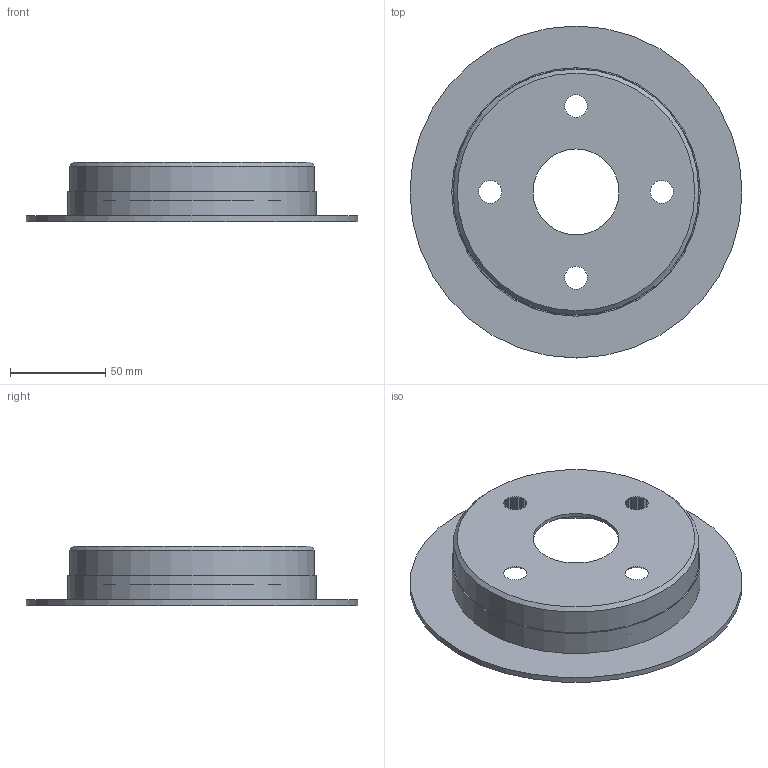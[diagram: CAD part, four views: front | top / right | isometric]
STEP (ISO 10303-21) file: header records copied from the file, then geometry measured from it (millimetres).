
FILE_DESCRIPTION(/* description */ (''),/* implementation_level */ '2;1');
FILE_NAME(/* name */ 'EpoxiedGearPlate v4.step',/* time_stamp */ '2020-12-07T19:03:29-05:00',/* author */ (''),/* organization */ (''),/* preprocessor_version */ 'ST-DEVELOPER v18.1',/* originating_system */ 'Autodesk Translation Framework v9.3.0.1241',/* authorisation */ '');
FILE_SCHEMA (('AUTOMOTIVE_DESIGN { 1 0 10303 214 3 1 1 }'));
Length unit declared in the file: millimetre
Products named in the file (3): EpoxiedGearPlate; BaseRingGear; LowerRotatorPlate
Assembly tree (2 placements, depth 2):
  EpoxiedGearPlate
    BaseRingGear
    LowerRotatorPlate
Bounding box: 174 x 174 x 31 mm (x, y, z)
Volume: 89064.9 mm3; surface area: 79369.9 mm2
Topology: 2 solids, 2 shells, 818 faces, 2432 edges, 1621 vertices
Faces by surface type: cylinder 406, bspline 320, plane 87, cone 5
Full cylindrical faces by diameter (mm): 45 x1, 124.5 x1, 128.5 x1, 129 x1, 130.2 x1, 174 x1
Entity records: 36394 total; most frequent: CARTESIAN_POINT 16716, ORIENTED_EDGE 4864, DIRECTION 3619, EDGE_CURVE 2432, VERTEX_POINT 1621, AXIS2_PLACEMENT_3D 1324, LINE 971, VECTOR 971
